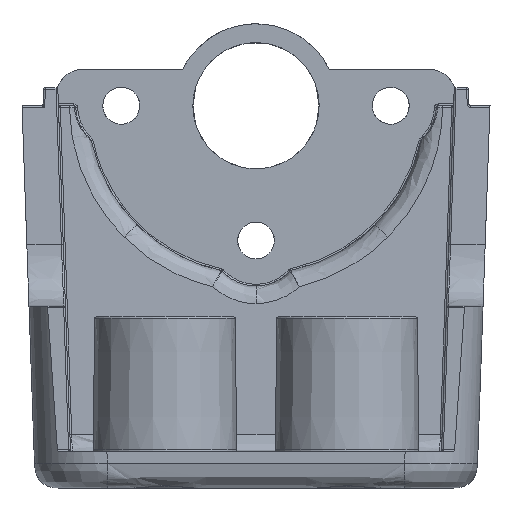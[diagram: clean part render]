
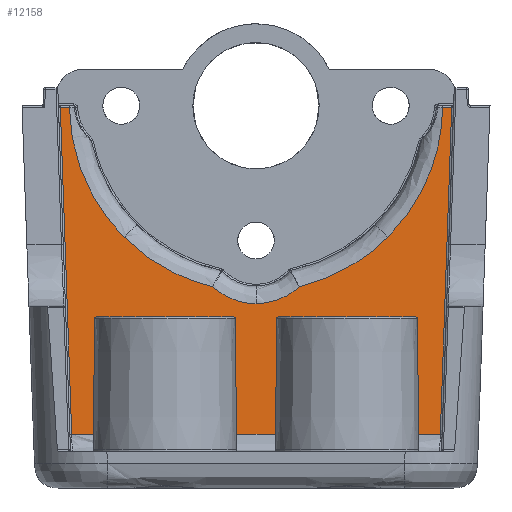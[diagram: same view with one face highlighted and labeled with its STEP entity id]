
A CAD part, front view. The second image highlights one B-rep face of the part: STEP entity #12158.
In plain terms, the highlighted planar face has unit normal (0, -0.999, 0.035).
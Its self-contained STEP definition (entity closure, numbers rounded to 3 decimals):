
#2125=DIRECTION('',(-1.,0.,0.));
#2126=VECTOR('',#2125,0.498);
#2127=CARTESIAN_POINT('',(-10.249,-7.503,
-0.097));
#2128=LINE('',#2127,#2126);
#2129=CARTESIAN_POINT('',(-10.249,-7.503,
-0.097));
#2130=CARTESIAN_POINT('',(-10.245,-7.515,
-0.418));
#2131=CARTESIAN_POINT('',(-10.206,-7.538,
-1.089));
#2132=CARTESIAN_POINT('',(-10.032,-7.576,
-2.171));
#2133=CARTESIAN_POINT('',(-9.697,-7.618,
-3.372));
#2134=CARTESIAN_POINT('',(-9.146,-7.663,
-4.673));
#2135=CARTESIAN_POINT('',(-8.327,-7.71,
-6.011));
#2136=CARTESIAN_POINT('',(-7.637,-7.738,
-6.824));
#2137=CARTESIAN_POINT('',(-7.247,-7.752,
-7.214));
#2139=CARTESIAN_POINT('',(-7.247,-7.752,
-7.214));
#2140=CARTESIAN_POINT('',(-6.96,-7.762,
-7.5));
#2141=CARTESIAN_POINT('',(-6.364,-7.78,
-8.029));
#2142=CARTESIAN_POINT('',(-5.404,-7.804,
-8.7));
#2143=CARTESIAN_POINT('',(-4.398,-7.823,
-9.246));
#2144=CARTESIAN_POINT('',(-3.373,-7.837,
-9.664));
#2145=CARTESIAN_POINT('',(-2.706,-7.844,
-9.857));
#2146=CARTESIAN_POINT('',(-2.375,-7.847,
-9.936));
#2148=CARTESIAN_POINT('',(-2.375,-7.847,
-9.936));
#2149=CARTESIAN_POINT('',(-2.217,-7.852,
-10.082));
#2150=CARTESIAN_POINT('',(-1.879,-7.861,
-10.341));
#2151=CARTESIAN_POINT('',(-1.299,-7.871,
-10.637));
#2152=CARTESIAN_POINT('',(-0.663,-7.878,
-10.823));
#2153=CARTESIAN_POINT('',(-0.225,-7.879,
-10.865));
#2154=CARTESIAN_POINT('',(0.,-7.879,
-10.865));
#2156=CARTESIAN_POINT('',(0.,-7.879,
-10.865));
#2157=CARTESIAN_POINT('',(0.179,-7.879,
-10.865));
#2158=CARTESIAN_POINT('',(0.53,-7.878,
-10.838));
#2159=CARTESIAN_POINT('',(1.043,-7.874,
-10.72));
#2160=CARTESIAN_POINT('',(1.531,-7.868,
-10.527));
#2161=CARTESIAN_POINT('',(1.981,-7.858,
-10.266));
#2162=CARTESIAN_POINT('',(2.248,-7.851,
-10.053));
#2163=CARTESIAN_POINT('',(2.375,-7.847,
-9.936));
#2165=CARTESIAN_POINT('',(2.375,-7.847,
-9.936));
#2166=CARTESIAN_POINT('',(2.811,-7.843,
-9.832));
#2167=CARTESIAN_POINT('',(3.674,-7.834,
-9.567));
#2168=CARTESIAN_POINT('',(4.954,-7.813,
-8.976));
#2169=CARTESIAN_POINT('',(6.168,-7.786,
-8.194));
#2170=CARTESIAN_POINT('',(6.9,-7.764,
-7.561));
#2171=CARTESIAN_POINT('',(7.247,-7.752,
-7.214));
#2173=CARTESIAN_POINT('',(7.247,-7.752,
-7.214));
#2174=CARTESIAN_POINT('',(7.612,-7.739,
-6.848));
#2175=CARTESIAN_POINT('',(8.246,-7.713,
-6.105));
#2176=CARTESIAN_POINT('',(8.954,-7.675,
-5.005));
#2177=CARTESIAN_POINT('',(9.465,-7.638,
-3.95));
#2178=CARTESIAN_POINT('',(9.822,-7.603,
-2.955));
#2179=CARTESIAN_POINT('',(10.061,-7.57,
-2.002));
#2180=CARTESIAN_POINT('',(10.207,-7.537,
-1.055));
#2181=CARTESIAN_POINT('',(10.245,-7.515,
-0.417));
#2182=CARTESIAN_POINT('',(10.249,-7.503,
-0.097));
#2184=DIRECTION('',(1.,0.,0.));
#2185=VECTOR('',#2184,0.498);
#2186=CARTESIAN_POINT('',(10.249,-7.503,
-0.097));
#2187=LINE('',#2186,#2185);
#2188=DIRECTION('',(-0.035,-0.035,-0.999));
#2189=VECTOR('',#2188,17.96);
#2190=CARTESIAN_POINT('',(10.747,-7.503,
-0.097));
#2191=LINE('',#2190,#2189);
#2192=DIRECTION('',(-1.,0.,0.));
#2193=VECTOR('',#2192,20.241);
#2194=CARTESIAN_POINT('',(10.12,-8.13,
-18.035));
#2195=LINE('',#2194,#2193);
#2196=DIRECTION('',(-0.035,0.035,0.999));
#2197=VECTOR('',#2196,17.96);
#2198=CARTESIAN_POINT('',(-10.12,-8.13,
-18.035));
#2199=LINE('',#2198,#2197);
#2216=CARTESIAN_POINT('',(-10.249,-7.503,
-0.097));
#2412=CARTESIAN_POINT('',(2.375,-7.847,
-9.936));
#2464=CARTESIAN_POINT('',(-2.375,-7.847,
-9.936));
#3943=CARTESIAN_POINT('',(10.12,-8.13,
-18.035));
#8386=VERTEX_POINT('',#3943);
#8615=CARTESIAN_POINT('',(10.747,-7.503,
-0.097));
#8616=VERTEX_POINT('',#8615);
#8689=CARTESIAN_POINT('',(-7.247,-7.752,
-7.214));
#8691=VERTEX_POINT('',#8689);
#8693=CARTESIAN_POINT('',(0.,-7.879,
-10.865));
#8695=VERTEX_POINT('',#8693);
#8697=CARTESIAN_POINT('',(7.247,-7.752,
-7.214));
#8699=VERTEX_POINT('',#8697);
#8700=CARTESIAN_POINT('',(10.249,-7.503,
-0.097));
#8701=VERTEX_POINT('',#8700);
#8704=VERTEX_POINT('',#2412);
#8708=VERTEX_POINT('',#2464);
#8971=VERTEX_POINT('',#2216);
#8975=CARTESIAN_POINT('',(-10.747,-7.503,
-0.097));
#8976=VERTEX_POINT('',#8975);
#8977=CARTESIAN_POINT('',(-10.12,-8.13,
-18.035));
#8978=VERTEX_POINT('',#8977);
#12130=CARTESIAN_POINT('',(-12.382,-7.5,0.));
#12131=DIRECTION('',(0.,-0.999,0.035));
#12132=DIRECTION('',(1.,0.,0.));
#12133=AXIS2_PLACEMENT_3D('',#12130,#12131,#12132);
#12134=PLANE('',#12133);
#12136=ORIENTED_EDGE('',*,*,#12135,.F.);
#12138=ORIENTED_EDGE('',*,*,#12137,.T.);
#12140=ORIENTED_EDGE('',*,*,#12139,.T.);
#12142=ORIENTED_EDGE('',*,*,#12141,.T.);
#12144=ORIENTED_EDGE('',*,*,#12143,.T.);
#12146=ORIENTED_EDGE('',*,*,#12145,.T.);
#12148=ORIENTED_EDGE('',*,*,#12147,.T.);
#12150=ORIENTED_EDGE('',*,*,#12149,.T.);
#12152=ORIENTED_EDGE('',*,*,#12151,.T.);
#12154=ORIENTED_EDGE('',*,*,#12153,.T.);
#12155=ORIENTED_EDGE('',*,*,#12120,.T.);
#12156=EDGE_LOOP('',(#12136,#12138,#12140,#12142,#12144,#12146,#12148,#12150,
#12152,#12154,#12155));
#12157=FACE_OUTER_BOUND('',#12156,.F.);
#12158=ADVANCED_FACE('',(#12157),#12134,.T.);
#2138=B_SPLINE_CURVE_WITH_KNOTS('',3,(#2129,#2130,#2131,#2132,#2133,#2134,#2135,
#2136,#2137),.UNSPECIFIED.,.F.,.F.,(4,1,1,1,1,1,4),(0.,0.167,
0.333,0.5,0.667,0.833,1.),
.UNSPECIFIED.);
#2147=B_SPLINE_CURVE_WITH_KNOTS('',3,(#2139,#2140,#2141,#2142,#2143,#2144,#2145,
#2146),.UNSPECIFIED.,.F.,.F.,(4,1,1,1,1,4),(0.,0.2,0.4,0.6,0.8,1.),
.UNSPECIFIED.);
#2155=B_SPLINE_CURVE_WITH_KNOTS('',3,(#2148,#2149,#2150,#2151,#2152,#2153,
#2154),.UNSPECIFIED.,.F.,.F.,(4,1,1,1,4),(0.,0.25,0.5,0.75,1.),
.UNSPECIFIED.);
#2164=B_SPLINE_CURVE_WITH_KNOTS('',3,(#2156,#2157,#2158,#2159,#2160,#2161,#2162,
#2163),.UNSPECIFIED.,.F.,.F.,(4,1,1,1,1,4),(0.,0.2,0.4,0.6,0.8,1.),
.UNSPECIFIED.);
#2172=B_SPLINE_CURVE_WITH_KNOTS('',3,(#2165,#2166,#2167,#2168,#2169,#2170,
#2171),.UNSPECIFIED.,.F.,.F.,(4,1,1,1,4),(0.,0.25,0.5,0.75,1.),
.UNSPECIFIED.);
#2183=B_SPLINE_CURVE_WITH_KNOTS('',3,(#2173,#2174,#2175,#2176,#2177,#2178,#2179,
#2180,#2181,#2182),.UNSPECIFIED.,.F.,.F.,(4,1,1,1,1,1,1,4),(0.,
0.143,0.286,0.429,0.571,
0.714,0.857,1.),.UNSPECIFIED.);
#12120=EDGE_CURVE('',#8978,#8976,#2199,.T.);
#12135=EDGE_CURVE('',#8971,#8976,#2128,.T.);
#12137=EDGE_CURVE('',#8971,#8691,#2138,.T.);
#12139=EDGE_CURVE('',#8691,#8708,#2147,.T.);
#12141=EDGE_CURVE('',#8708,#8695,#2155,.T.);
#12143=EDGE_CURVE('',#8695,#8704,#2164,.T.);
#12145=EDGE_CURVE('',#8704,#8699,#2172,.T.);
#12147=EDGE_CURVE('',#8699,#8701,#2183,.T.);
#12149=EDGE_CURVE('',#8701,#8616,#2187,.T.);
#12151=EDGE_CURVE('',#8616,#8386,#2191,.T.);
#12153=EDGE_CURVE('',#8386,#8978,#2195,.T.);
